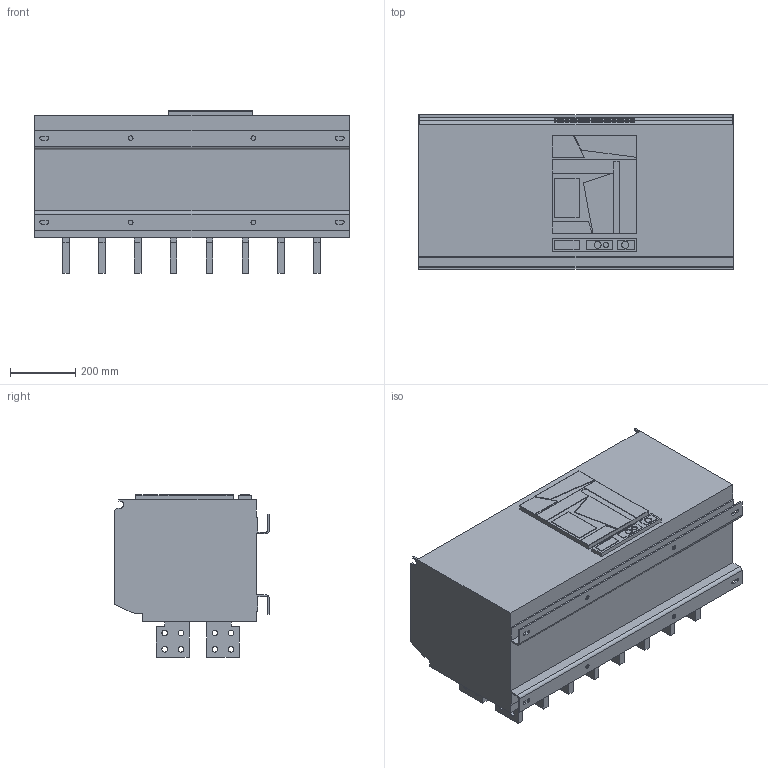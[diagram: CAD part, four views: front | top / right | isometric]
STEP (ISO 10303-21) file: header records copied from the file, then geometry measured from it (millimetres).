
FILE_DESCRIPTION (( 'STEP AP203' ), '1' );
FILE_NAME ('4VH-6300 V.STEP', '2022-12-15T13:51:54', ( '' ), ( '' ), 'SwSTEP 2.0', 'SolidWorks 2022', '' );
FILE_SCHEMA (( 'CONFIG_CONTROL_DESIGN' ));
Length unit declared in the file: millimetre
Products named in the file (1): 4VH-6300 V
Bounding box: 966 x 475 x 500 mm (x, y, z)
Volume: 157891300.2 mm3; surface area: 2720314.3 mm2
Topology: 1 solids, 1 shells, 884 faces, 2177 edges, 1445 vertices
Faces by surface type: plane 602, cylinder 282
Entity records: 26434 total; most frequent: CARTESIAN_POINT 4519, DIRECTION 4503, ORIENTED_EDGE 4354, EDGE_CURVE 2177, VECTOR 1613, LINE 1613, VERTEX_POINT 1445, AXIS2_PLACEMENT_3D 1445
